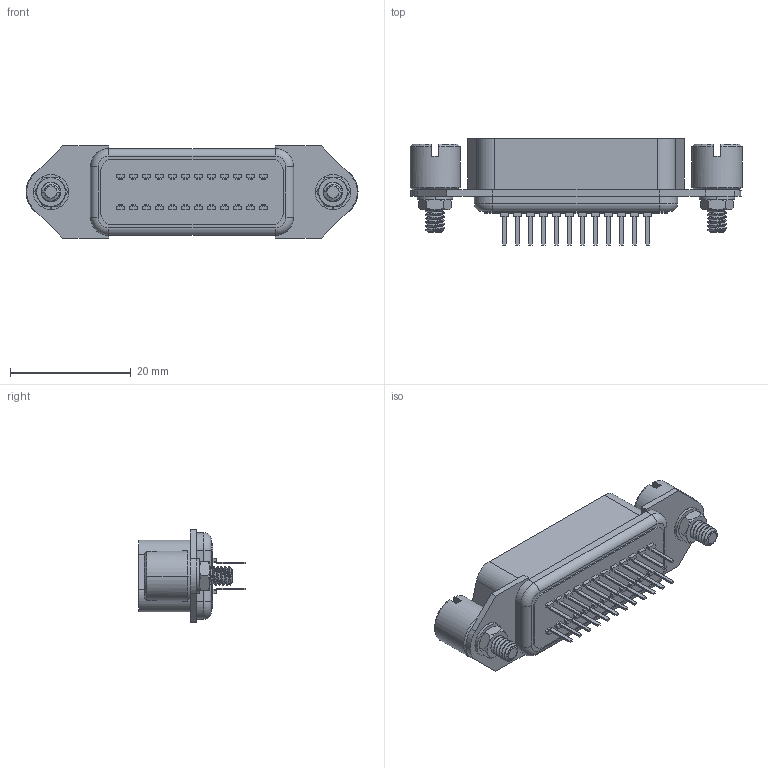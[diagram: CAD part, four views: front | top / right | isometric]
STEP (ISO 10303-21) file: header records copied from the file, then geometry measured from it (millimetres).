
FILE_DESCRIPTION (( 'STEP AP214' ), '1' );
FILE_NAME ('CIB24SPC_3D.STEP', '2022-06-09T20:23:58', ( '' ), ( '' ), 'SwSTEP 2.0', 'SolidWorks 2021', '' );
FILE_SCHEMA (( 'AUTOMOTIVE_DESIGN' ));
Length unit declared in the file: inch
Products named in the file (5): CIB24SPC; 3AA03-004; 3AA02-005; CIB24S-MA1; CIB24SPC_3D
Assembly tree (7 placements, depth 2):
  CIB24SPC_3D
    CIB24SPC
    CIB24S-MA1  x2
    3AA02-005  x2
    3AA03-004  x2
Bounding box: 55.1 x 17.73 x 15.3 mm (x, y, z)
Volume: 5279.4 mm3; surface area: 5495.7 mm2
Topology: 7 solids, 7 shells, 1068 faces, 2908 edges, 1892 vertices
Faces by surface type: plane 892, cylinder 96, cone 44, bspline 32, torus 4
Entity records: 44512 total; most frequent: CARTESIAN_POINT 8760, ORIENTED_EDGE 5404, DIRECTION 4618, EDGE_CURVE 2702, VECTOR 2442, LINE 2442, VERTEX_POINT 1760, EDGE_LOOP 1126
